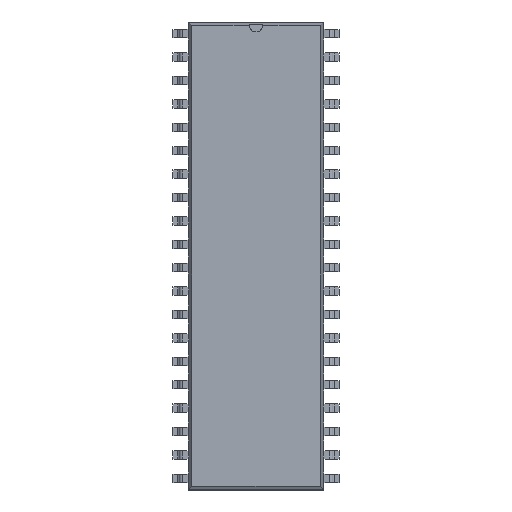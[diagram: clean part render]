
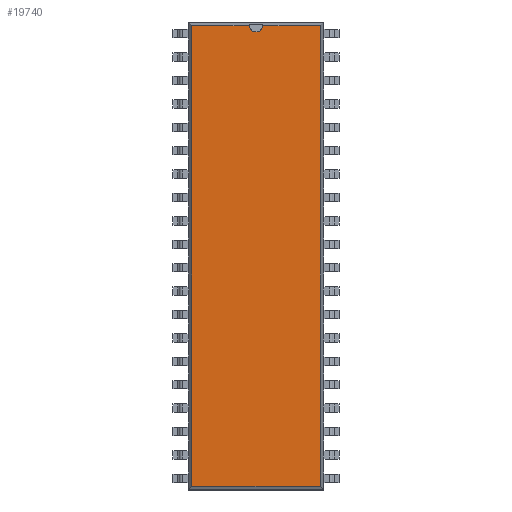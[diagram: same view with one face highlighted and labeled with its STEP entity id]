
A CAD part, top view. The second image highlights one B-rep face of the part: STEP entity #19740.
In plain terms, the highlighted planar face has unit normal (0, 0, 1).
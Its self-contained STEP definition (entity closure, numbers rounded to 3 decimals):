
#12879 = VERTEX_POINT('',#12880);
#12880 = CARTESIAN_POINT('',(6.982,25.001,3.68));
#12885 = EDGE_CURVE('',#12886,#12879,#12888,.T.);
#12886 = VERTEX_POINT('',#12887);
#12887 = CARTESIAN_POINT('',(6.982,-25.001,3.68));
#12888 = LINE('',#12889,#12890);
#12889 = CARTESIAN_POINT('',(6.982,-25.001,3.68));
#12890 = VECTOR('',#12891,1.);
#12891 = DIRECTION('',(0.,1.,0.));
#16209 = VERTEX_POINT('',#16210);
#16210 = CARTESIAN_POINT('',(-6.982,25.001,3.68));
#16215 = EDGE_CURVE('',#16216,#16209,#16218,.T.);
#16216 = VERTEX_POINT('',#16217);
#16217 = CARTESIAN_POINT('',(-0.746,25.001,3.68));
#16218 = LINE('',#16219,#16220);
#16219 = CARTESIAN_POINT('',(6.982,25.001,3.68));
#16220 = VECTOR('',#16221,1.);
#16221 = DIRECTION('',(-1.,0.,0.));
#16241 = VERTEX_POINT('',#16242);
#16242 = CARTESIAN_POINT('',(0.746,25.001,3.68));
#16250 = EDGE_CURVE('',#12879,#16241,#16251,.T.);
#16251 = LINE('',#16252,#16253);
#16252 = CARTESIAN_POINT('',(6.982,25.001,3.68));
#16253 = VECTOR('',#16254,1.);
#16254 = DIRECTION('',(-1.,0.,0.));
#16406 = VERTEX_POINT('',#16407);
#16407 = CARTESIAN_POINT('',(-6.982,-25.001,3.68));
#16412 = EDGE_CURVE('',#16209,#16406,#16413,.T.);
#16413 = LINE('',#16414,#16415);
#16414 = CARTESIAN_POINT('',(-6.982,25.001,3.68));
#16415 = VECTOR('',#16416,1.);
#16416 = DIRECTION('',(0.,-1.,0.));
#19729 = EDGE_CURVE('',#16406,#12886,#19730,.T.);
#19730 = LINE('',#19731,#19732);
#19731 = CARTESIAN_POINT('',(-6.982,-25.001,3.68));
#19732 = VECTOR('',#19733,1.);
#19733 = DIRECTION('',(1.,0.,0.));
#19740 = ADVANCED_FACE('',(#19741),#19764,.F.);
#19741 = FACE_BOUND('',#19742,.F.);
#19742 = EDGE_LOOP('',(#19743,#19744,#19745,#19746,#19747,#19756,#19763)
);
#19743 = ORIENTED_EDGE('',*,*,#12885,.F.);
#19744 = ORIENTED_EDGE('',*,*,#19729,.F.);
#19745 = ORIENTED_EDGE('',*,*,#16412,.F.);
#19746 = ORIENTED_EDGE('',*,*,#16215,.F.);
#19747 = ORIENTED_EDGE('',*,*,#19748,.F.);
#19748 = EDGE_CURVE('',#19749,#16216,#19751,.T.);
#19749 = VERTEX_POINT('',#19750);
#19750 = CARTESIAN_POINT('',(0.,24.326,3.68)
);
#19751 = CIRCLE('',#19752,0.75);
#19752 = AXIS2_PLACEMENT_3D('',#19753,#19754,#19755);
#19753 = CARTESIAN_POINT('',(0.,25.076,3.68));
#19754 = DIRECTION('',(0.,0.,-1.));
#19755 = DIRECTION('',(0.,-1.,0.));
#19756 = ORIENTED_EDGE('',*,*,#19757,.F.);
#19757 = EDGE_CURVE('',#16241,#19749,#19758,.T.);
#19758 = CIRCLE('',#19759,0.75);
#19759 = AXIS2_PLACEMENT_3D('',#19760,#19761,#19762);
#19760 = CARTESIAN_POINT('',(0.,25.076,3.68));
#19761 = DIRECTION('',(0.,0.,-1.));
#19762 = DIRECTION('',(0.,-1.,0.));
#19763 = ORIENTED_EDGE('',*,*,#16250,.F.);
#19764 = PLANE('',#19765);
#19765 = AXIS2_PLACEMENT_3D('',#19766,#19767,#19768);
#19766 = CARTESIAN_POINT('',(6.982,-25.001,3.68));
#19767 = DIRECTION('',(0.,0.,-1.));
#19768 = DIRECTION('',(-0.269,0.963,0.));
